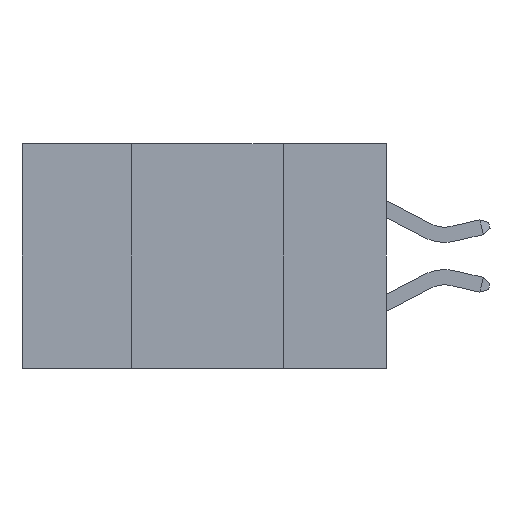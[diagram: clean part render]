
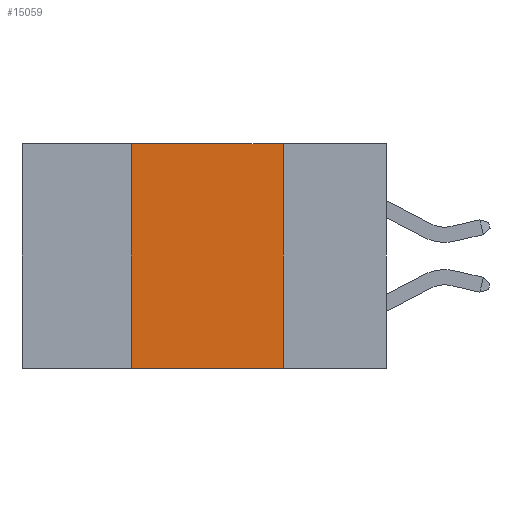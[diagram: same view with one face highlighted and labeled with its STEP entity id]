
A CAD part, left-side view. The second image highlights one B-rep face of the part: STEP entity #15059.
In plain terms, the highlighted planar face has unit normal (-1, 0, 0).
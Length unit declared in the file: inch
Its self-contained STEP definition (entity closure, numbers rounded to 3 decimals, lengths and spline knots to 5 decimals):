
#722 = VERTEX_POINT ( 'NONE', #27605 ) ;
#936 = DIRECTION ( 'NONE',  ( 0., 0., -1. ) ) ;
#1689 = LINE ( 'NONE', #19112, #28829 ) ;
#3701 = AXIS2_PLACEMENT_3D ( 'NONE', #3727, #30333, #9012 ) ;
#3727 = CARTESIAN_POINT ( 'NONE',  ( 0., 0.6, 0. ) ) ;
#4261 = DIRECTION ( 'NONE',  ( 0., 0., 1. ) ) ;
#5096 = EDGE_CURVE ( 'NONE', #26954, #10394, #30928, .T. ) ;
#7955 = EDGE_CURVE ( 'NONE', #10394, #722, #13093, .T. ) ;
#9012 = DIRECTION ( 'NONE',  ( 0., 0., -1. ) ) ;
#9416 = LINE ( 'NONE', #12091, #13118 ) ;
#10394 = VERTEX_POINT ( 'NONE', #21840 ) ;
#10892 = VERTEX_POINT ( 'NONE', #15211 ) ;
#11304 = DIRECTION ( 'NONE',  ( 0., -1., 0. ) ) ;
#12091 = CARTESIAN_POINT ( 'NONE',  ( 0., 0.42, 0. ) ) ;
#13093 = LINE ( 'NONE', #18863, #29980 ) ;
#13118 = VECTOR ( 'NONE', #4261, 39.37008 ) ;
#14430 = PLANE ( 'NONE',  #3701 ) ;
#15059 = ADVANCED_FACE ( 'NONE', ( #33612 ), #14430, .F. ) ;
#15211 = CARTESIAN_POINT ( 'NONE',  ( 0., 0.42, -0.37 ) ) ;
#16896 = CARTESIAN_POINT ( 'NONE',  ( 0., 0.42, 0. ) ) ;
#18172 = ORIENTED_EDGE ( 'NONE', *, *, #23412, .F. ) ;
#18427 = DIRECTION ( 'NONE',  ( 0., -1., 0. ) ) ;
#18863 = CARTESIAN_POINT ( 'NONE',  ( 0., 0.17, 0. ) ) ;
#19112 = CARTESIAN_POINT ( 'NONE',  ( 0., 0.6, -0.37 ) ) ;
#19845 = ORIENTED_EDGE ( 'NONE', *, *, #22773, .T. ) ;
#21018 = VECTOR ( 'NONE', #18427, 39.37008 ) ;
#21840 = CARTESIAN_POINT ( 'NONE',  ( 0., 0.17, 0. ) ) ;
#22773 = EDGE_CURVE ( 'NONE', #10892, #722, #1689, .T. ) ;
#23048 = EDGE_LOOP ( 'NONE', ( #25640, #34093, #18172, #19845 ) ) ;
#23412 = EDGE_CURVE ( 'NONE', #10892, #26954, #9416, .T. ) ;
#25640 = ORIENTED_EDGE ( 'NONE', *, *, #7955, .F. ) ;
#26954 = VERTEX_POINT ( 'NONE', #16896 ) ;
#27605 = CARTESIAN_POINT ( 'NONE',  ( 0., 0.17, -0.37 ) ) ;
#28829 = VECTOR ( 'NONE', #11304, 39.37008 ) ;
#29980 = VECTOR ( 'NONE', #936, 39.37008 ) ;
#30333 = DIRECTION ( 'NONE',  ( 1., 0., 0. ) ) ;
#30928 = LINE ( 'NONE', #31822, #21018 ) ;
#31822 = CARTESIAN_POINT ( 'NONE',  ( 0., 0.6, 0. ) ) ;
#33612 = FACE_OUTER_BOUND ( 'NONE', #23048, .T. ) ;
#34093 = ORIENTED_EDGE ( 'NONE', *, *, #5096, .F. ) ;
